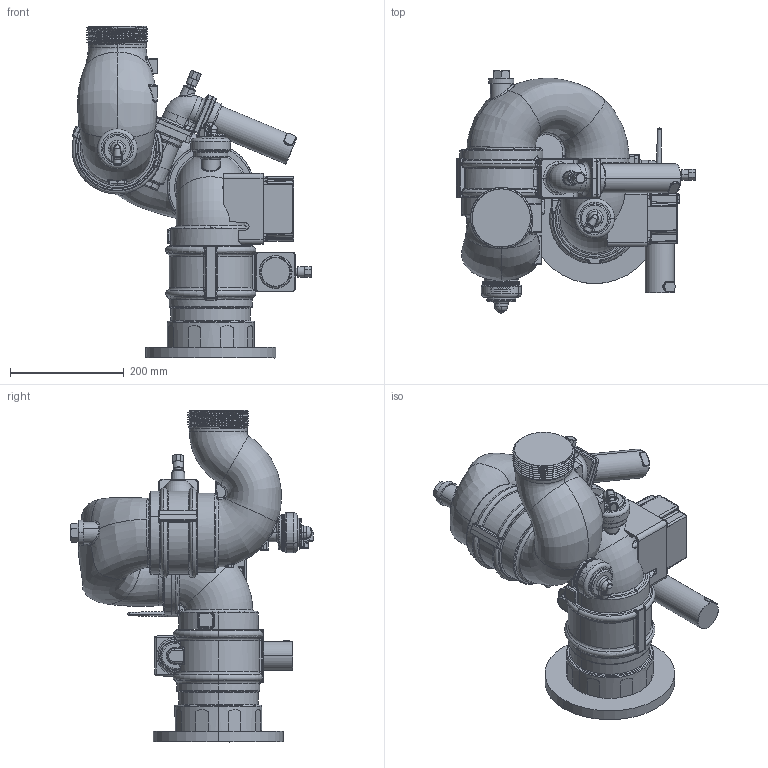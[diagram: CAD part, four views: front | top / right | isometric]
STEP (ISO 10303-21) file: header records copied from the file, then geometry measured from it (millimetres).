
FILE_DESCRIPTION (( 'STEP AP214' ), '1' );
FILE_NAME ('7400_Dumbed_Down_WebsiteDD.STEP', '2011-03-22T13:25:29', ( 'IDS-3' ), ( '' ), 'SwSTEP 2.0', 'SolidWorks 2010', '' );
FILE_SCHEMA (( 'AUTOMOTIVE_DESIGN' ));
Products named in the file (25): 7400_Dumbed_Down_Website1; 7400_Dumbed_Down_Website2; 7400_Dumbed_Down_Website6; 7400_Dumbed_Down_Website7; 7400_Dumbed_Down_Website9; 7400_Dumbed_Down_Website19; 7400_Dumbed_Down_Website20; 7400_Dumbed_Down_Website21; 7400_Dumbed_Down_Website24; 7400_Dumbed_Down_Website131; 7400_Dumbed_Down_Website132; 7400_Dumbed_Down_Website133; 7400_Dumbed_Down_Website217; 7400_Dumbed_Down_Website218; 7400_Dumbed_Down_Website219; 7400_Dumbed_Down_Website230; 7400_Dumbed_Down_Website435; 7400_Dumbed_Down_Website445; 7400_Dumbed_Down_Website446; 7400_Dumbed_Down_Website447; 7400_Dumbed_Down_Website448; 7400_Dumbed_Down_Website505; 7400_Dumbed_Down_Website506; Part522; 7400_Dumbed_Down_WebsiteDD
Assembly tree (23 placements, depth 2):
  Part522
  7400_Dumbed_Down_WebsiteDD
    7400_Dumbed_Down_Website20
    7400_Dumbed_Down_Website435
    7400_Dumbed_Down_Website21
    7400_Dumbed_Down_Website230
    7400_Dumbed_Down_Website445
    7400_Dumbed_Down_Website24
    7400_Dumbed_Down_Website2
    7400_Dumbed_Down_Website447
    7400_Dumbed_Down_Website131
    7400_Dumbed_Down_Website1
    7400_Dumbed_Down_Website446
    7400_Dumbed_Down_Website132
    7400_Dumbed_Down_Website9
    7400_Dumbed_Down_Website505
    7400_Dumbed_Down_Website133
    7400_Dumbed_Down_Website6
    7400_Dumbed_Down_Website448
    7400_Dumbed_Down_Website217
    7400_Dumbed_Down_Website7
    7400_Dumbed_Down_Website506
    7400_Dumbed_Down_Website218
    7400_Dumbed_Down_Website19
    7400_Dumbed_Down_Website219
Bounding box: 421.54 x 425.93 x 583.71 mm (x, y, z)
Volume: 11502439.8 mm3; surface area: 1075203 mm2
Topology: 22 solids, 25 shells, 1945 faces, 4710 edges, 2808 vertices
Faces by surface type: bspline 723, cylinder 519, plane 390, torus 147, cone 139, sphere 27
Entity records: 134728 total; most frequent: CARTESIAN_POINT 94770, ORIENTED_EDGE 9258, DIRECTION 6469, EDGE_CURVE 4649, VERTEX_POINT 2804, AXIS2_PLACEMENT_3D 2597, EDGE_LOOP 2005, FACE_OUTER_BOUND 1945
